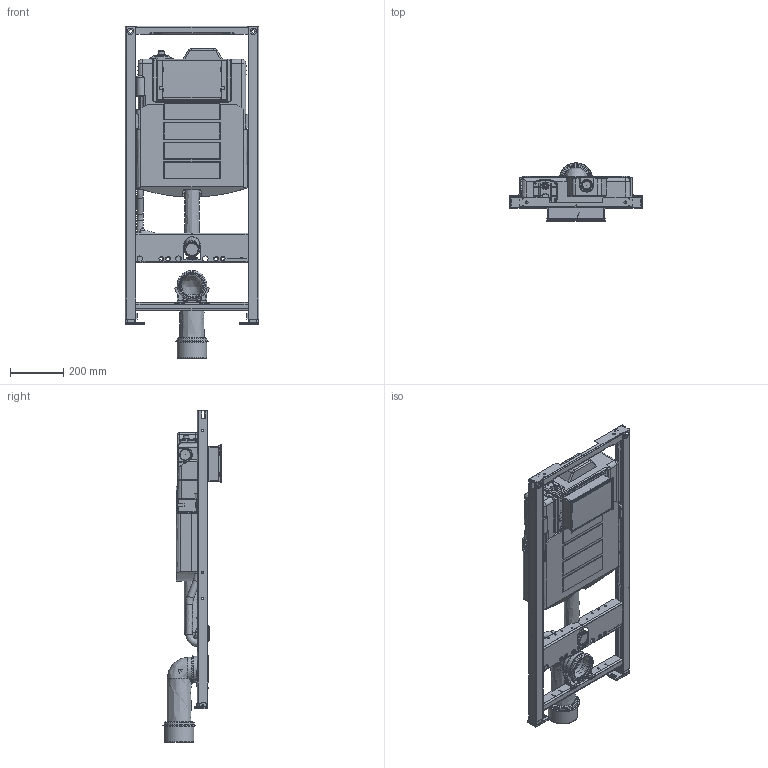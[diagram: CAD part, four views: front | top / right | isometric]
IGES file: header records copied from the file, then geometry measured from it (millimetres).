
Global section: file name: 111023; native system: Autodesk Inventor 2023; preprocessor: unknown; author: JANAN; date: 20230522.083632; units: millimetre
Bounding box: 500 x 220.44 x 1244 mm (x, y, z)
Volume: 23813295.9 mm3; surface area: 3041581.7 mm2
Topology: 27 solids, 27 shells, 2284 faces, 6385 edges, 4170 vertices
Faces by surface type: bspline 2284
